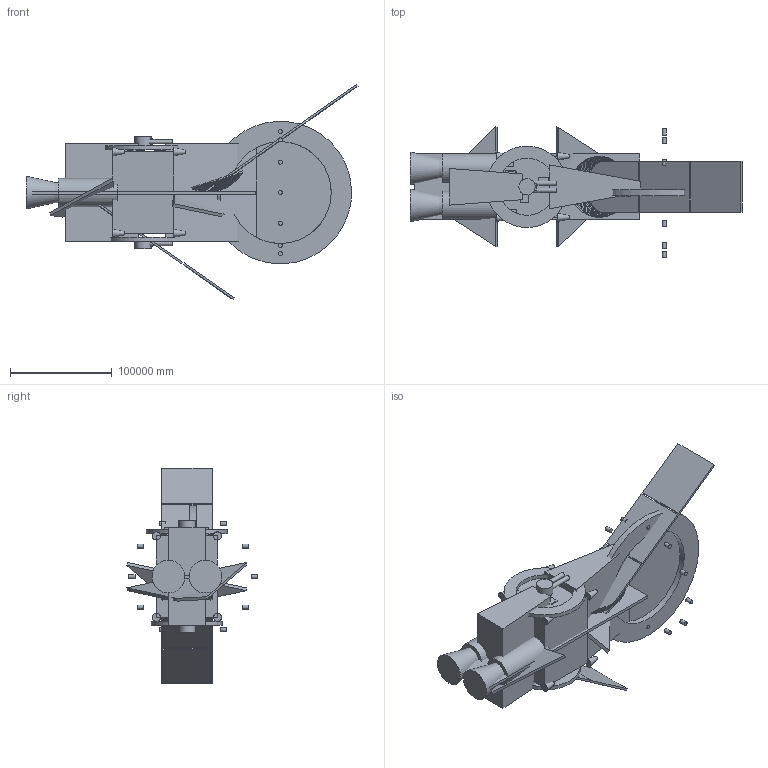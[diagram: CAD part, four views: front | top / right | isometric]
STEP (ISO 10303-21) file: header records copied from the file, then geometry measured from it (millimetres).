
FILE_DESCRIPTION(('FreeCAD Model'),'2;1');
FILE_NAME('Open CASCADE Shape Model','2025-08-10T17:41:17',('Author'),( ''),'Open CASCADE STEP processor 7.8','FreeCAD','Unknown');
FILE_SCHEMA(('AUTOMOTIVE_DESIGN { 1 0 10303 214 1 1 1 1 }'));
Length unit declared in the file: metre
Products named in the file (42): HyperRing; Greeble_16361; Greeble_13238; Greeble_7331; Greeble_75674; Greeble_91988; Greeble_49735; Greeble_18131; Greeble_55333; Greeble_94098; Greeble_32325; HyperRing_Bolts; Dock_Bottom; Greeble_1504; Fin_Right; Dock_Top; Solar_Left; Solar_Right; HGA_Gimbal; HGA_Boom; HGA_Dish; RCS_Top_1; Bus; Ship_Hull; Fin_Left; RCS_Top_2; RCS_Top_3; RCS_Top_4; RCS_Bot_1; RCS_Bot_2; RCS_Bot_3; MainEngine_1; MainEngine_2; EngineGlow_2; RCS_Bot_4; EngineGlow_1; Turret_Bot; Greeble_26062; Greeble_99458; Turret_Top ...
Bounding box: 326297.55 x 127978.01 x 211567.28 mm (x, y, z)
Volume: 1055427343860979.9 mm3; surface area: 290842459445.3 mm2
Topology: 76 solids, 76 shells, 433 faces, 750 edges, 468 vertices
Faces by surface type: bspline 433
Entity records: 30545 total; most frequent: CARTESIAN_POINT 19131, B_SPLINE_CURVE_WITH_KNOTS 2045, ORIENTED_EDGE 1496, PCURVE 1496, DEFINITIONAL_REPRESENTATION 1496, EDGE_CURVE 748, SURFACE_CURVE 606, VERTEX_POINT 468
